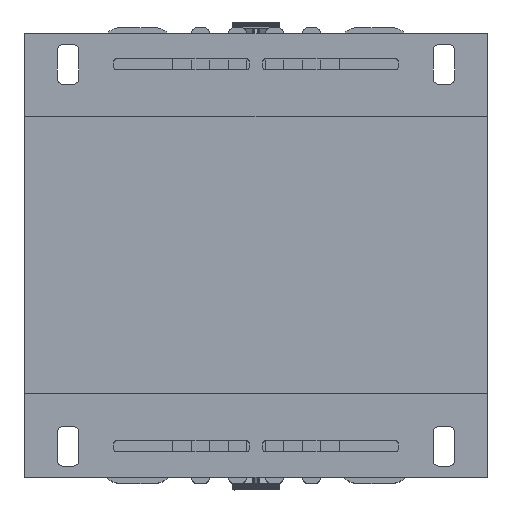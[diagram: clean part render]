
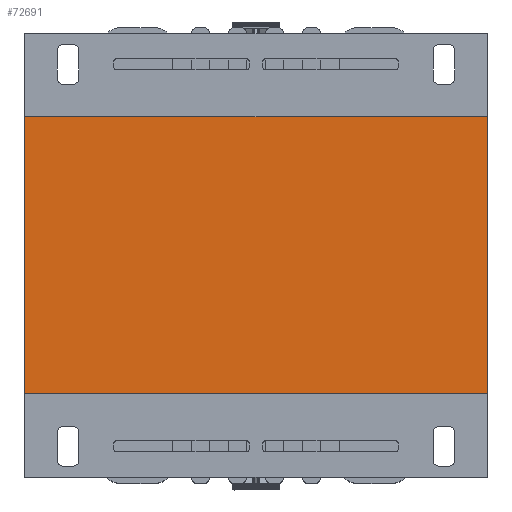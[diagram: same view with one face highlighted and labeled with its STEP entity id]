
A CAD part, top view. The second image highlights one B-rep face of the part: STEP entity #72691.
In plain terms, the highlighted planar face has unit normal (0, 0, 1).
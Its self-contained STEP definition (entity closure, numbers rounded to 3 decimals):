
#2343=FACE_OUTER_BOUND('',#6051,.T.);
#6051=EDGE_LOOP('',(#45363,#45364,#45365,#45366));
#9901=LINE('',#100167,#19008);
#9923=LINE('',#100218,#19030);
#9931=LINE('',#100242,#19038);
#9938=LINE('',#100256,#19045);
#19008=VECTOR('',#81465,10.);
#19030=VECTOR('',#81505,1.);
#19038=VECTOR('',#81533,1.);
#19045=VECTOR('',#81550,1.);
#28115=VERTEX_POINT('',#100164);
#28116=VERTEX_POINT('',#100166);
#28136=VERTEX_POINT('',#100216);
#28142=VERTEX_POINT('',#100240);
#34890=EDGE_CURVE('',#28115,#28116,#9901,.T.);
#34916=EDGE_CURVE('',#28115,#28136,#9923,.T.);
#34928=EDGE_CURVE('',#28136,#28142,#9931,.T.);
#34935=EDGE_CURVE('',#28116,#28142,#9938,.T.);
#45363=ORIENTED_EDGE('',*,*,#34890,.F.);
#45364=ORIENTED_EDGE('',*,*,#34916,.T.);
#45365=ORIENTED_EDGE('',*,*,#34928,.T.);
#45366=ORIENTED_EDGE('',*,*,#34935,.F.);
#66061=PLANE('',#76686);
#72691=ADVANCED_FACE('',(#2343),#66061,.T.);
#76686=AXIS2_PLACEMENT_3D('',#100255,#81548,#81549);
#81465=DIRECTION('',(1.,0.,0.));
#81505=DIRECTION('',(0.,-1.,0.));
#81533=DIRECTION('',(1.,0.,0.));
#81548=DIRECTION('center_axis',(0.,0.,1.));
#81549=DIRECTION('ref_axis',(0.,-1.,0.));
#81550=DIRECTION('',(0.,-1.,0.));
#100164=CARTESIAN_POINT('',(615.285,-284.691,87.5));
#100166=CARTESIAN_POINT('',(765.285,-284.691,87.5));
#100167=CARTESIAN_POINT('',(652.785,-284.691,87.5));
#100216=CARTESIAN_POINT('',(615.285,-374.691,87.5));
#100218=CARTESIAN_POINT('',(615.285,-274.691,87.5));
#100240=CARTESIAN_POINT('',(765.285,-374.691,87.5));
#100242=CARTESIAN_POINT('',(765.285,-374.691,87.5));
#100255=CARTESIAN_POINT('Origin',(615.285,-274.691,87.5));
#100256=CARTESIAN_POINT('',(765.285,-274.691,87.5));
